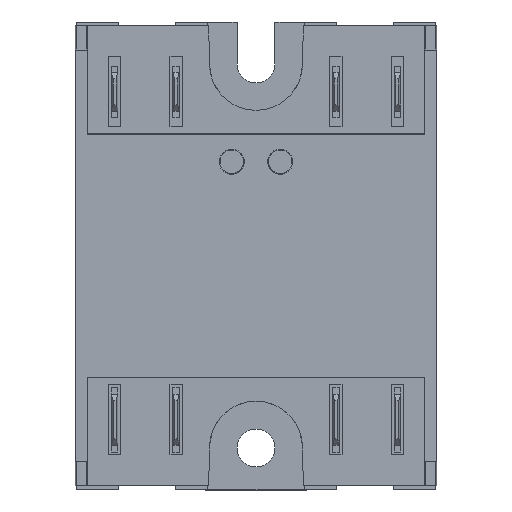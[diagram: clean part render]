
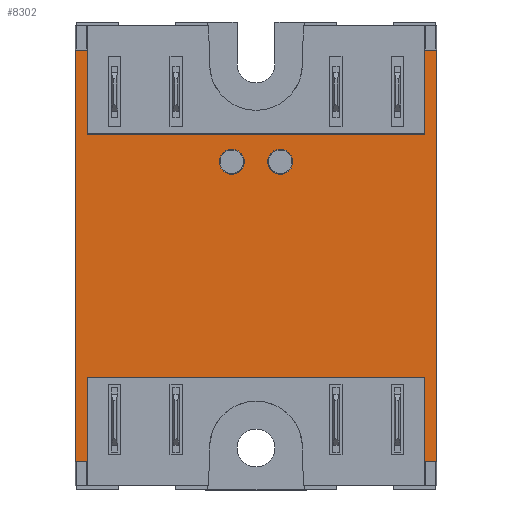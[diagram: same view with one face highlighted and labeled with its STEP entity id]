
A CAD part, top view. The second image highlights one B-rep face of the part: STEP entity #8302.
In plain terms, the highlighted planar face has unit normal (0, 0, 1).
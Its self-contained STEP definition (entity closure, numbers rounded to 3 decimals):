
#77=FACE_BOUND('',#1323,.T.);
#78=FACE_BOUND('',#1324,.T.);
#154=CIRCLE('',#8784,1.55);
#155=CIRCLE('',#8785,1.55);
#894=FACE_OUTER_BOUND('',#1322,.T.);
#1322=EDGE_LOOP('',(#6986,#6987,#6988,#6989,#6990,#6991,#6992,#6993,#6994,
#6995,#6996,#6997));
#1323=EDGE_LOOP('',(#6998));
#1324=EDGE_LOOP('',(#6999));
#2122=LINE('',#12526,#3159);
#2127=LINE('',#12535,#3164);
#2128=LINE('',#12538,#3165);
#2327=LINE('',#12940,#3364);
#2337=LINE('',#12959,#3374);
#2343=LINE('',#12969,#3380);
#2344=LINE('',#12971,#3381);
#2345=LINE('',#12973,#3382);
#2346=LINE('',#12975,#3383);
#2347=LINE('',#12977,#3384);
#2348=LINE('',#12978,#3385);
#2349=LINE('',#12979,#3386);
#3159=VECTOR('',#10186,1.);
#3164=VECTOR('',#10193,1.);
#3165=VECTOR('',#10196,1.);
#3364=VECTOR('',#10521,1.);
#3374=VECTOR('',#10533,1.);
#3380=VECTOR('',#10541,1.);
#3381=VECTOR('',#10542,1.);
#3382=VECTOR('',#10543,1.);
#3383=VECTOR('',#10544,1.);
#3384=VECTOR('',#10545,1.);
#3385=VECTOR('',#10546,1.);
#3386=VECTOR('',#10547,1.);
#4005=VERTEX_POINT('',#12523);
#4006=VERTEX_POINT('',#12525);
#4009=VERTEX_POINT('',#12533);
#4010=VERTEX_POINT('',#12537);
#4149=VERTEX_POINT('',#12937);
#4150=VERTEX_POINT('',#12939);
#4157=VERTEX_POINT('',#12956);
#4158=VERTEX_POINT('',#12958);
#4162=VERTEX_POINT('',#12970);
#4163=VERTEX_POINT('',#12972);
#4164=VERTEX_POINT('',#12974);
#4165=VERTEX_POINT('',#12976);
#4166=VERTEX_POINT('',#12980);
#4167=VERTEX_POINT('',#12982);
#4979=EDGE_CURVE('',#4006,#4005,#2122,.T.);
#4984=EDGE_CURVE('',#4005,#4009,#2127,.T.);
#4985=EDGE_CURVE('',#4009,#4010,#2128,.T.);
#5184=EDGE_CURVE('',#4149,#4150,#2327,.T.);
#5194=EDGE_CURVE('',#4157,#4158,#2337,.T.);
#5200=EDGE_CURVE('',#4010,#4150,#2343,.T.);
#5201=EDGE_CURVE('',#4149,#4162,#2344,.T.);
#5202=EDGE_CURVE('',#4162,#4163,#2345,.T.);
#5203=EDGE_CURVE('',#4163,#4164,#2346,.T.);
#5204=EDGE_CURVE('',#4164,#4165,#2347,.T.);
#5205=EDGE_CURVE('',#4165,#4158,#2348,.T.);
#5206=EDGE_CURVE('',#4157,#4006,#2349,.T.);
#5207=EDGE_CURVE('',#4166,#4166,#154,.T.);
#5208=EDGE_CURVE('',#4167,#4167,#155,.T.);
#6986=ORIENTED_EDGE('',*,*,#5200,.T.);
#6987=ORIENTED_EDGE('',*,*,#5184,.F.);
#6988=ORIENTED_EDGE('',*,*,#5201,.T.);
#6989=ORIENTED_EDGE('',*,*,#5202,.T.);
#6990=ORIENTED_EDGE('',*,*,#5203,.T.);
#6991=ORIENTED_EDGE('',*,*,#5204,.T.);
#6992=ORIENTED_EDGE('',*,*,#5205,.T.);
#6993=ORIENTED_EDGE('',*,*,#5194,.F.);
#6994=ORIENTED_EDGE('',*,*,#5206,.T.);
#6995=ORIENTED_EDGE('',*,*,#4979,.T.);
#6996=ORIENTED_EDGE('',*,*,#4984,.T.);
#6997=ORIENTED_EDGE('',*,*,#4985,.T.);
#6998=ORIENTED_EDGE('',*,*,#5207,.T.);
#6999=ORIENTED_EDGE('',*,*,#5208,.T.);
#7895=PLANE('',#8783);
#8302=ADVANCED_FACE('',(#894,#77,#78),#7895,.T.);
#8783=AXIS2_PLACEMENT_3D('',#12968,#10539,#10540);
#8784=AXIS2_PLACEMENT_3D('',#12981,#10548,#10549);
#8785=AXIS2_PLACEMENT_3D('',#12983,#10550,#10551);
#10186=DIRECTION('',(0.,-1.,0.));
#10193=DIRECTION('',(-1.,0.,0.));
#10196=DIRECTION('',(0.,1.,0.));
#10521=DIRECTION('',(0.,1.,0.));
#10533=DIRECTION('',(0.,-1.,0.));
#10539=DIRECTION('center_axis',(0.,0.,
1.));
#10540=DIRECTION('ref_axis',(-1.,0.,0.));
#10541=DIRECTION('',(-1.,0.,0.));
#10542=DIRECTION('',(1.,0.,0.));
#10543=DIRECTION('',(0.,1.,0.));
#10544=DIRECTION('',(1.,0.,0.));
#10545=DIRECTION('',(0.,-1.,0.));
#10546=DIRECTION('',(1.,0.,0.));
#10547=DIRECTION('',(-1.,0.,0.));
#10548=DIRECTION('center_axis',(0.,0.,
-1.));
#10549=DIRECTION('ref_axis',(1.,0.,0.));
#10550=DIRECTION('center_axis',(0.,0.,
-1.));
#10551=DIRECTION('ref_axis',(1.,0.,0.));
#12523=CARTESIAN_POINT('',(20.944,15.056,18.));
#12525=CARTESIAN_POINT('',(20.944,25.5,18.));
#12526=CARTESIAN_POINT('',(20.944,25.5,18.));
#12533=CARTESIAN_POINT('',(-20.944,15.056,18.));
#12535=CARTESIAN_POINT('',(20.944,15.056,18.));
#12537=CARTESIAN_POINT('',(-20.944,25.5,18.));
#12538=CARTESIAN_POINT('',(-20.944,15.056,18.));
#12937=CARTESIAN_POINT('',(-22.33,-25.5,18.));
#12939=CARTESIAN_POINT('',(-22.33,25.5,18.));
#12940=CARTESIAN_POINT('',(-22.33,-25.5,18.));
#12956=CARTESIAN_POINT('',(22.33,25.5,18.));
#12958=CARTESIAN_POINT('',(22.33,-25.5,18.));
#12959=CARTESIAN_POINT('',(22.33,25.5,18.));
#12968=CARTESIAN_POINT('Origin',(24.563,28.05,18.));
#12969=CARTESIAN_POINT('',(-20.944,25.5,18.));
#12970=CARTESIAN_POINT('',(-20.944,-25.5,18.));
#12971=CARTESIAN_POINT('',(-22.33,-25.5,18.));
#12972=CARTESIAN_POINT('',(-20.944,-15.056,18.));
#12973=CARTESIAN_POINT('',(-20.944,-25.5,18.));
#12974=CARTESIAN_POINT('',(20.944,-15.056,18.));
#12975=CARTESIAN_POINT('',(-20.944,-15.056,18.));
#12976=CARTESIAN_POINT('',(20.944,-25.5,18.));
#12977=CARTESIAN_POINT('',(20.944,-15.056,18.));
#12978=CARTESIAN_POINT('',(20.944,-25.5,18.));
#12979=CARTESIAN_POINT('',(22.33,25.5,18.));
#12980=CARTESIAN_POINT('',(-4.55,11.65,18.));
#12981=CARTESIAN_POINT('Origin',(-3.,11.65,18.));
#12982=CARTESIAN_POINT('',(1.45,11.65,18.));
#12983=CARTESIAN_POINT('Origin',(3.,11.65,18.));
